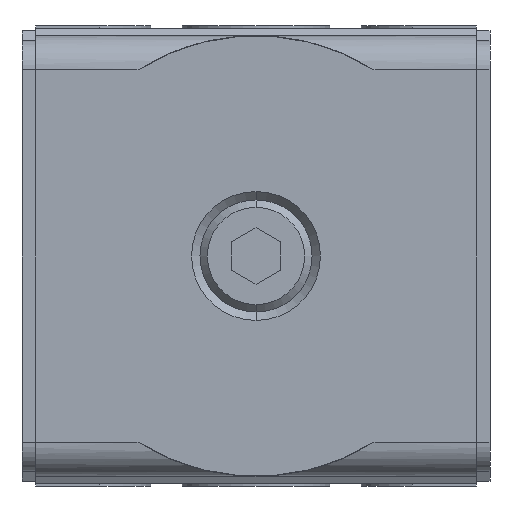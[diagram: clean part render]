
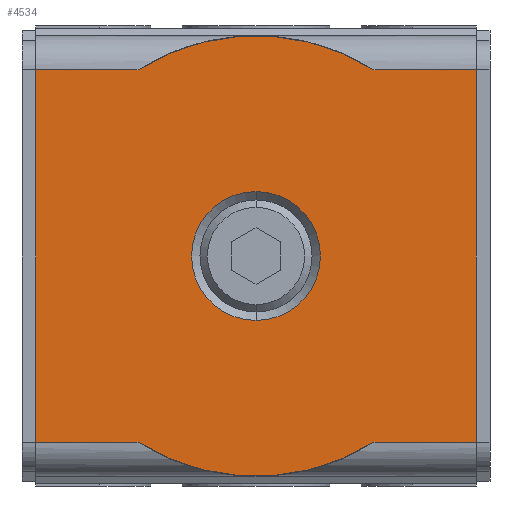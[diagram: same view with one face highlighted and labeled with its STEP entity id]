
A CAD part, front view. The second image highlights one B-rep face of the part: STEP entity #4534.
In plain terms, the highlighted planar face has unit normal (0, -1, 0).
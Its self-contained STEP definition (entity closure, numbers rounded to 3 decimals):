
#22 = CARTESIAN_POINT ( 'NONE',  ( 22.5, 0., 19. ) ) ;
#23 = EDGE_CURVE ( 'NONE', #1057, #971, #9521, .T. ) ;
#329 = VERTEX_POINT ( 'NONE', #22 ) ;
#447 = CARTESIAN_POINT ( 'NONE',  ( 0., 0., 0. ) ) ;
#570 = VECTOR ( 'NONE', #4985, 1000. ) ;
#671 = DIRECTION ( 'NONE',  ( 0., 0., -1. ) ) ;
#721 = EDGE_CURVE ( 'NONE', #2521, #971, #4339, .T. ) ;
#827 = ORIENTED_EDGE ( 'NONE', *, *, #9150, .F. ) ;
#971 = VERTEX_POINT ( 'NONE', #2479 ) ;
#975 = EDGE_CURVE ( 'NONE', #4471, #9701, #6083, .T. ) ;
#1014 = CARTESIAN_POINT ( 'NONE',  ( 22.5, 0., 19. ) ) ;
#1037 = VERTEX_POINT ( 'NONE', #4285 ) ;
#1057 = VERTEX_POINT ( 'NONE', #5731 ) ;
#1129 = EDGE_LOOP ( 'NONE', ( #7255, #827 ) ) ;
#1204 = CARTESIAN_POINT ( 'NONE',  ( 22.5, 0., 19. ) ) ;
#1299 = CARTESIAN_POINT ( 'NONE',  ( 0., 0., -6.579 ) ) ;
#1418 = EDGE_CURVE ( 'NONE', #329, #1057, #8563, .T. ) ;
#1444 = AXIS2_PLACEMENT_3D ( 'NONE', #9465, #4355, #5043 ) ;
#1491 = VECTOR ( 'NONE', #4673, 1000. ) ;
#1621 = DIRECTION ( 'NONE',  ( -1., 0., 0. ) ) ;
#1722 = CARTESIAN_POINT ( 'NONE',  ( 0., 0., 0. ) ) ;
#2053 = DIRECTION ( 'NONE',  ( 0., 0., 1. ) ) ;
#2167 = ORIENTED_EDGE ( 'NONE', *, *, #4746, .T. ) ;
#2479 = CARTESIAN_POINT ( 'NONE',  ( 12.052, 0., -19. ) ) ;
#2521 = VERTEX_POINT ( 'NONE', #2572 ) ;
#2572 = CARTESIAN_POINT ( 'NONE',  ( -12.052, 0., -19. ) ) ;
#2705 = CARTESIAN_POINT ( 'NONE',  ( 22.5, 0., 19. ) ) ;
#2803 = LINE ( 'NONE', #1204, #570 ) ;
#2849 = CARTESIAN_POINT ( 'NONE',  ( -22.5, 0., 19. ) ) ;
#3302 = ORIENTED_EDGE ( 'NONE', *, *, #721, .T. ) ;
#3319 = CIRCLE ( 'NONE', #5127, 6.579 ) ;
#3409 = VECTOR ( 'NONE', #7019, 1000. ) ;
#3463 = AXIS2_PLACEMENT_3D ( 'NONE', #1722, #6920, #6286 ) ;
#3481 = LINE ( 'NONE', #1014, #1491 ) ;
#3716 = LINE ( 'NONE', #6099, #5352 ) ;
#4092 = FACE_OUTER_BOUND ( 'NONE', #8330, .T. ) ;
#4200 = ORIENTED_EDGE ( 'NONE', *, *, #6476, .T. ) ;
#4206 = DIRECTION ( 'NONE',  ( 0., 1., 0. ) ) ;
#4217 = ORIENTED_EDGE ( 'NONE', *, *, #8317, .T. ) ;
#4274 = AXIS2_PLACEMENT_3D ( 'NONE', #8904, #4432, #671 ) ;
#4285 = CARTESIAN_POINT ( 'NONE',  ( 0., 0., 6.579 ) ) ;
#4339 = CIRCLE ( 'NONE', #4274, 22.5 ) ;
#4355 = DIRECTION ( 'NONE',  ( 0., -1., 0. ) ) ;
#4432 = DIRECTION ( 'NONE',  ( 0., -1., 0. ) ) ;
#4458 = AXIS2_PLACEMENT_3D ( 'NONE', #2705, #4206, #2053 ) ;
#4471 = VERTEX_POINT ( 'NONE', #4830 ) ;
#4534 = ADVANCED_FACE ( 'NONE', ( #6520, #4092 ), #5820, .F. ) ;
#4673 = DIRECTION ( 'NONE',  ( -1., 0., 0. ) ) ;
#4746 = EDGE_CURVE ( 'NONE', #329, #4471, #3481, .T. ) ;
#4830 = CARTESIAN_POINT ( 'NONE',  ( 12.052, 0., 19. ) ) ;
#4922 = VERTEX_POINT ( 'NONE', #9520 ) ;
#4985 = DIRECTION ( 'NONE',  ( -1., 0., 0. ) ) ;
#4993 = ORIENTED_EDGE ( 'NONE', *, *, #23, .F. ) ;
#5043 = DIRECTION ( 'NONE',  ( 0., 0., -1. ) ) ;
#5127 = AXIS2_PLACEMENT_3D ( 'NONE', #447, #5705, #6490 ) ;
#5338 = VERTEX_POINT ( 'NONE', #1299 ) ;
#5352 = VECTOR ( 'NONE', #1621, 1000. ) ;
#5705 = DIRECTION ( 'NONE',  ( 0., -1., 0. ) ) ;
#5712 = CIRCLE ( 'NONE', #3463, 6.579 ) ;
#5731 = CARTESIAN_POINT ( 'NONE',  ( 22.5, 0., -19. ) ) ;
#5801 = DIRECTION ( 'NONE',  ( 0., 0., -1. ) ) ;
#5820 = PLANE ( 'NONE',  #4458 ) ;
#6083 = CIRCLE ( 'NONE', #1444, 22.5 ) ;
#6099 = CARTESIAN_POINT ( 'NONE',  ( 22.5, 0., -19. ) ) ;
#6286 = DIRECTION ( 'NONE',  ( 0., 0., -1. ) ) ;
#6476 = EDGE_CURVE ( 'NONE', #4922, #6868, #8875, .T. ) ;
#6490 = DIRECTION ( 'NONE',  ( 0., 0., -1. ) ) ;
#6520 = FACE_BOUND ( 'NONE', #1129, .T. ) ;
#6719 = ORIENTED_EDGE ( 'NONE', *, *, #975, .T. ) ;
#6868 = VERTEX_POINT ( 'NONE', #7261 ) ;
#6920 = DIRECTION ( 'NONE',  ( 0., -1., 0. ) ) ;
#7019 = DIRECTION ( 'NONE',  ( 0., 0., -1. ) ) ;
#7241 = ORIENTED_EDGE ( 'NONE', *, *, #1418, .F. ) ;
#7255 = ORIENTED_EDGE ( 'NONE', *, *, #7434, .F. ) ;
#7261 = CARTESIAN_POINT ( 'NONE',  ( -22.5, 0., -19. ) ) ;
#7434 = EDGE_CURVE ( 'NONE', #5338, #1037, #3319, .T. ) ;
#7754 = VECTOR ( 'NONE', #8190, 1000. ) ;
#8161 = CARTESIAN_POINT ( 'NONE',  ( 22.5, 0., -19. ) ) ;
#8190 = DIRECTION ( 'NONE',  ( -1., 0., 0. ) ) ;
#8317 = EDGE_CURVE ( 'NONE', #9701, #4922, #2803, .T. ) ;
#8330 = EDGE_LOOP ( 'NONE', ( #2167, #6719, #4217, #4200, #9018, #3302, #4993, #7241 ) ) ;
#8404 = VECTOR ( 'NONE', #5801, 1000. ) ;
#8466 = CARTESIAN_POINT ( 'NONE',  ( 22.5, 0., 19. ) ) ;
#8563 = LINE ( 'NONE', #8466, #3409 ) ;
#8875 = LINE ( 'NONE', #2849, #8404 ) ;
#8904 = CARTESIAN_POINT ( 'NONE',  ( 0., 0., 0. ) ) ;
#9018 = ORIENTED_EDGE ( 'NONE', *, *, #9028, .F. ) ;
#9028 = EDGE_CURVE ( 'NONE', #2521, #6868, #3716, .T. ) ;
#9098 = CARTESIAN_POINT ( 'NONE',  ( -12.052, 0., 19. ) ) ;
#9150 = EDGE_CURVE ( 'NONE', #1037, #5338, #5712, .T. ) ;
#9465 = CARTESIAN_POINT ( 'NONE',  ( 0., 0., 0. ) ) ;
#9520 = CARTESIAN_POINT ( 'NONE',  ( -22.5, 0., 19. ) ) ;
#9521 = LINE ( 'NONE', #8161, #7754 ) ;
#9701 = VERTEX_POINT ( 'NONE', #9098 ) ;
